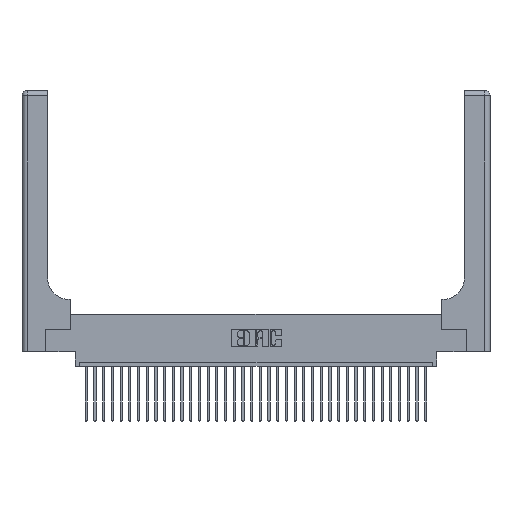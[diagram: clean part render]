
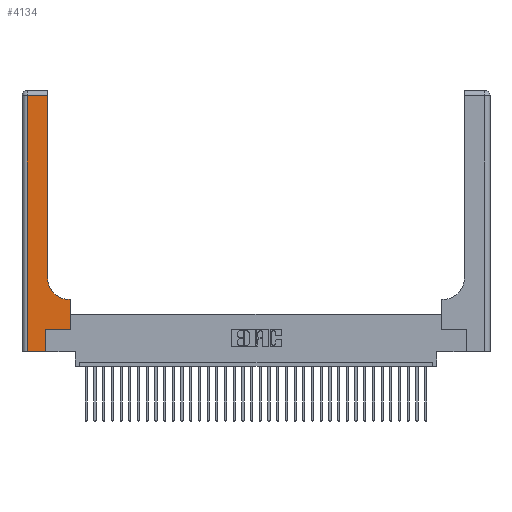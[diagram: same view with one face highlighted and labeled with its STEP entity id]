
A CAD part, top view. The second image highlights one B-rep face of the part: STEP entity #4134.
In plain terms, the highlighted planar face has unit normal (0, 0, 1).
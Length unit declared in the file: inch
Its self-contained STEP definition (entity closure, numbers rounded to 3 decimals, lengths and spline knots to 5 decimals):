
#195 = VECTOR ( 'NONE', #1353, 39.37008 ) ;
#212 = CARTESIAN_POINT ( 'NONE',  ( 0.269, 0., 0.37 ) ) ;
#381 = CARTESIAN_POINT ( 'NONE',  ( 0.2915, 0.85, 0.37 ) ) ;
#846 = CARTESIAN_POINT ( 'NONE',  ( 0., 0., 0.37 ) ) ;
#1029 = DIRECTION ( 'NONE',  ( 0., -1., 0. ) ) ;
#1064 = EDGE_CURVE ( 'NONE', #33478, #16956, #22097, .T. ) ;
#1108 = CARTESIAN_POINT ( 'NONE',  ( 0.5415, 0.85, 0.37 ) ) ;
#1301 = ORIENTED_EDGE ( 'NONE', *, *, #19299, .T. ) ;
#1347 = LINE ( 'NONE', #30341, #20293 ) ;
#1353 = DIRECTION ( 'NONE',  ( 1., 0., 0. ) ) ;
#1510 = ORIENTED_EDGE ( 'NONE', *, *, #20934, .T. ) ;
#1953 = EDGE_CURVE ( 'NONE', #24389, #10267, #35034, .T. ) ;
#3447 = ORIENTED_EDGE ( 'NONE', *, *, #35661, .T. ) ;
#4134 = ADVANCED_FACE ( 'NONE', ( #11155 ), #16155, .F. ) ;
#4488 = CARTESIAN_POINT ( 'NONE',  ( 0., 3., 0.37 ) ) ;
#4731 = CARTESIAN_POINT ( 'NONE',  ( 0.5585, 0.25, 0.37 ) ) ;
#5594 = CARTESIAN_POINT ( 'NONE',  ( 0.269, 0.25, 0.37 ) ) ;
#9308 = VERTEX_POINT ( 'NONE', #15342 ) ;
#9403 = DIRECTION ( 'NONE',  ( 0., 0., -1. ) ) ;
#9878 = VERTEX_POINT ( 'NONE', #32268 ) ;
#10267 = VERTEX_POINT ( 'NONE', #17284 ) ;
#10560 = ORIENTED_EDGE ( 'NONE', *, *, #12330, .T. ) ;
#10789 = DIRECTION ( 'NONE',  ( -1., 0., 0. ) ) ;
#11155 = FACE_OUTER_BOUND ( 'NONE', #29699, .T. ) ;
#11307 = ORIENTED_EDGE ( 'NONE', *, *, #1953, .T. ) ;
#11423 = CARTESIAN_POINT ( 'NONE',  ( 0.2915, 3., 0.37 ) ) ;
#11665 = CARTESIAN_POINT ( 'NONE',  ( 0.269, 0.25, 0.37 ) ) ;
#11920 = VECTOR ( 'NONE', #19512, 39.37008 ) ;
#12330 = EDGE_CURVE ( 'NONE', #16956, #9308, #14924, .T. ) ;
#13139 = CARTESIAN_POINT ( 'NONE',  ( 0.5585, 0.25, 0.37 ) ) ;
#13188 = VECTOR ( 'NONE', #33990, 39.37008 ) ;
#13587 = CARTESIAN_POINT ( 'NONE',  ( 0.2915, 0.6, 0.37 ) ) ;
#13718 = ORIENTED_EDGE ( 'NONE', *, *, #24589, .T. ) ;
#13865 = LINE ( 'NONE', #11423, #24676 ) ;
#14924 = LINE ( 'NONE', #13587, #13188 ) ;
#15326 = LINE ( 'NONE', #212, #26475 ) ;
#15342 = CARTESIAN_POINT ( 'NONE',  ( 0.5415, 0.6, 0.37 ) ) ;
#15421 = DIRECTION ( 'NONE',  ( -1., 0., 0. ) ) ;
#16021 = VERTEX_POINT ( 'NONE', #5594 ) ;
#16155 = PLANE ( 'NONE',  #29916 ) ;
#16576 = CIRCLE ( 'NONE', #24183, 0.25 ) ;
#16874 = VECTOR ( 'NONE', #10789, 39.37008 ) ;
#16894 = ORIENTED_EDGE ( 'NONE', *, *, #35600, .T. ) ;
#16928 = VERTEX_POINT ( 'NONE', #33322 ) ;
#16956 = VERTEX_POINT ( 'NONE', #31416 ) ;
#17081 = CARTESIAN_POINT ( 'NONE',  ( 0.2915, 2.94, 0.37 ) ) ;
#17284 = CARTESIAN_POINT ( 'NONE',  ( 0.06, 2.94, 0.37 ) ) ;
#19299 = EDGE_CURVE ( 'NONE', #20737, #24389, #13865, .T. ) ;
#19512 = DIRECTION ( 'NONE',  ( 1., 0., 0. ) ) ;
#20293 = VECTOR ( 'NONE', #1029, 39.37008 ) ;
#20597 = DIRECTION ( 'NONE',  ( 0., 1., 0. ) ) ;
#20737 = VERTEX_POINT ( 'NONE', #381 ) ;
#20934 = EDGE_CURVE ( 'NONE', #10267, #9878, #1347, .T. ) ;
#21697 = ORIENTED_EDGE ( 'NONE', *, *, #23299, .T. ) ;
#22097 = LINE ( 'NONE', #13139, #24708 ) ;
#23299 = EDGE_CURVE ( 'NONE', #16021, #33478, #30413, .T. ) ;
#24183 = AXIS2_PLACEMENT_3D ( 'NONE', #1108, #9403, #28603 ) ;
#24301 = CARTESIAN_POINT ( 'NONE',  ( 0., 2.94, 0.37 ) ) ;
#24389 = VERTEX_POINT ( 'NONE', #17081 ) ;
#24589 = EDGE_CURVE ( 'NONE', #9308, #20737, #16576, .T. ) ;
#24676 = VECTOR ( 'NONE', #30443, 39.37008 ) ;
#24708 = VECTOR ( 'NONE', #32983, 39.37008 ) ;
#26475 = VECTOR ( 'NONE', #20597, 39.37008 ) ;
#28603 = DIRECTION ( 'NONE',  ( 1., 0., 0. ) ) ;
#29699 = EDGE_LOOP ( 'NONE', ( #1301, #11307, #1510, #3447, #16894, #21697, #34873, #10560, #13718 ) ) ;
#29916 = AXIS2_PLACEMENT_3D ( 'NONE', #4488, #31943, #15421 ) ;
#29935 = LINE ( 'NONE', #846, #195 ) ;
#30341 = CARTESIAN_POINT ( 'NONE',  ( 0.06, 3., 0.37 ) ) ;
#30413 = LINE ( 'NONE', #11665, #11920 ) ;
#30443 = DIRECTION ( 'NONE',  ( 0., 1., 0. ) ) ;
#31416 = CARTESIAN_POINT ( 'NONE',  ( 0.5585, 0.6, 0.37 ) ) ;
#31943 = DIRECTION ( 'NONE',  ( 0., 0., -1. ) ) ;
#32268 = CARTESIAN_POINT ( 'NONE',  ( 0.06, 0., 0.37 ) ) ;
#32983 = DIRECTION ( 'NONE',  ( 0., 1., 0. ) ) ;
#33322 = CARTESIAN_POINT ( 'NONE',  ( 0.269, 0., 0.37 ) ) ;
#33478 = VERTEX_POINT ( 'NONE', #4731 ) ;
#33990 = DIRECTION ( 'NONE',  ( -1., 0., 0. ) ) ;
#34873 = ORIENTED_EDGE ( 'NONE', *, *, #1064, .T. ) ;
#35034 = LINE ( 'NONE', #24301, #16874 ) ;
#35600 = EDGE_CURVE ( 'NONE', #16928, #16021, #15326, .T. ) ;
#35661 = EDGE_CURVE ( 'NONE', #9878, #16928, #29935, .T. ) ;
